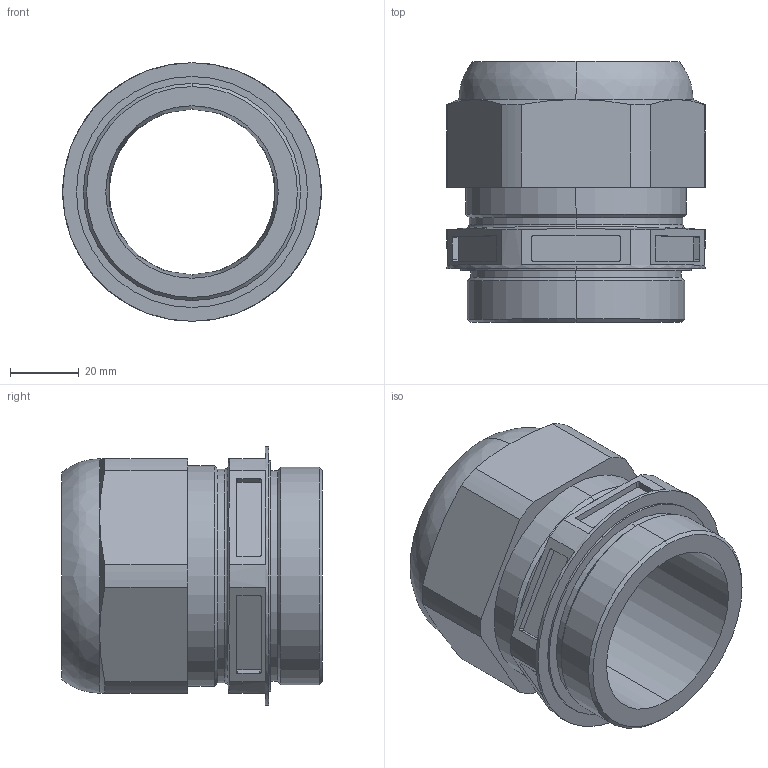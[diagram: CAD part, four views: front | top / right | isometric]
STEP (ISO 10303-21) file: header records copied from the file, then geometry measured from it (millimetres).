
FILE_DESCRIPTION((''),'2;1');
FILE_NAME('ESKV63','2018-01-09T',('FIMABER1'),(''),'CREO PARAMETRIC BY PTC INC, 2017170','CREO PARAMETRIC BY PTC INC, 2017170','');
FILE_SCHEMA(('CONFIG_CONTROL_DESIGN'));
Length unit declared in the file: millimetre
Products named in the file (1): ESKV63
Bounding box: 75 x 75.6 x 75 mm (x, y, z)
Volume: 118933.4 mm3; surface area: 43449.3 mm2
Topology: 1 solids, 1 shells, 140 faces, 340 edges, 212 vertices
Faces by surface type: plane 54, cylinder 48, cone 24, torus 12, bspline 2
Entity records: 5424 total; most frequent: CARTESIAN_POINT 1020, DIRECTION 748, ORIENTED_EDGE 680, EDGE_CURVE 340, AXIS2_PLACEMENT_3D 290, VERTEX_POINT 212, VECTOR 168, LINE 168
